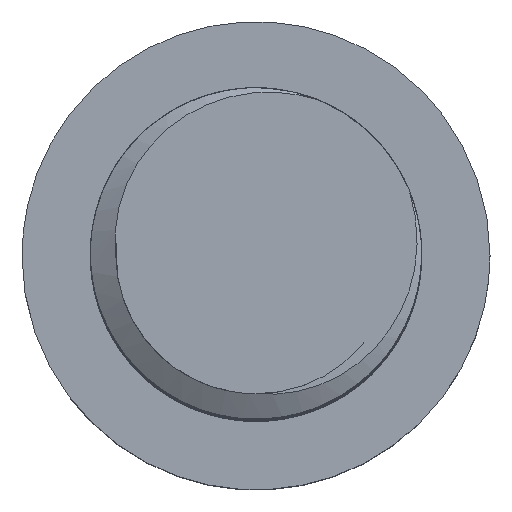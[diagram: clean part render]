
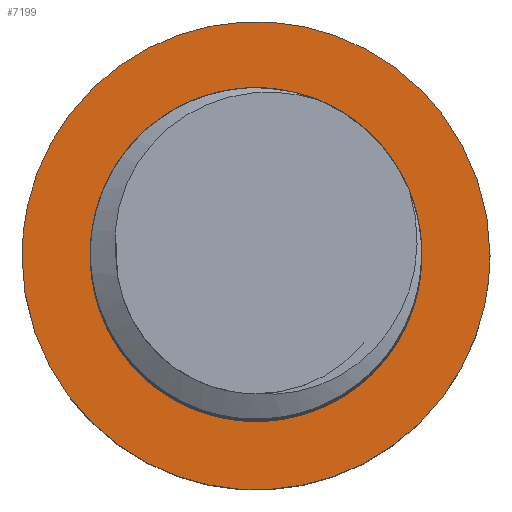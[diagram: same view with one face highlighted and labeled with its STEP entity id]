
A CAD part, top view. The second image highlights one B-rep face of the part: STEP entity #7199.
In plain terms, the highlighted free-form (B-spline) face has degree [1, 1] with [2, 2] control points.
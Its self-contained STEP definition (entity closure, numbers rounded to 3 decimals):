
#1669 = VERTEX_POINT('',#1670);
#1670 = CARTESIAN_POINT('',(-4.098,0.,6.83));
#2862 = VERTEX_POINT('',#2863);
#2863 = CARTESIAN_POINT('',(0.,-4.098,
    6.83));
#2872 = EDGE_CURVE('',#1669,#2862,#2873,.T.);
#2873 = ( BOUNDED_CURVE() B_SPLINE_CURVE(2,(#2874,#2875,#2876),
.UNSPECIFIED.,.F.,.F.) B_SPLINE_CURVE_WITH_KNOTS((3,3),(0.,
1.571),.PIECEWISE_BEZIER_KNOTS.) CURVE() 
GEOMETRIC_REPRESENTATION_ITEM() RATIONAL_B_SPLINE_CURVE((1.,
0.707,1.)) REPRESENTATION_ITEM('') );
#2874 = CARTESIAN_POINT('',(-4.098,0.,6.83));
#2875 = CARTESIAN_POINT('',(-4.098,-4.098,
    6.83));
#2876 = CARTESIAN_POINT('',(0.,-4.098,
    6.83));
#2888 = EDGE_CURVE('',#2889,#2891,#2893,.T.);
#2889 = VERTEX_POINT('',#2890);
#2890 = CARTESIAN_POINT('',(6.83,0.,
    6.83));
#2891 = VERTEX_POINT('',#2892);
#2892 = CARTESIAN_POINT('',(-6.83,0.,6.83));
#2893 = ( BOUNDED_CURVE() B_SPLINE_CURVE(2,(#2894,#2895,#2896,#2897,
#2898),.UNSPECIFIED.,.F.,.F.) B_SPLINE_CURVE_WITH_KNOTS((3,2,3),(0.,
1.571,3.142),.PIECEWISE_BEZIER_KNOTS.) CURVE() 
GEOMETRIC_REPRESENTATION_ITEM() RATIONAL_B_SPLINE_CURVE((1.,
0.707,1.,0.707,1.)) REPRESENTATION_ITEM('') );
#2894 = CARTESIAN_POINT('',(6.83,0.,6.83));
#2895 = CARTESIAN_POINT('',(6.83,6.83,6.83
    ));
#2896 = CARTESIAN_POINT('',(0.,6.83,
    6.83));
#2897 = CARTESIAN_POINT('',(-6.83,6.83,
    6.83));
#2898 = CARTESIAN_POINT('',(-6.83,0.,
    6.83));
#2939 = VERTEX_POINT('',#2940);
#2940 = CARTESIAN_POINT('',(1.851,4.469,6.83
    ));
#3440 = VERTEX_POINT('',#3441);
#3441 = CARTESIAN_POINT('',(4.469,1.851,6.83)
  );
#3927 = EDGE_CURVE('',#3440,#2939,#3928,.T.);
#3928 = B_SPLINE_CURVE_WITH_KNOTS('',3,(#3929,#3930,#3931,#3932,#3933,
    #3934),.UNSPECIFIED.,.F.,.F.,(4,2,4),(0.,0.001,
    0.003),.UNSPECIFIED.);
#3929 = CARTESIAN_POINT('',(4.469,1.851,6.83)
  );
#3930 = CARTESIAN_POINT('',(4.226,2.438,6.83
    ));
#3931 = CARTESIAN_POINT('',(3.871,2.97,6.83
    ));
#3932 = CARTESIAN_POINT('',(2.975,3.867,6.83
    ));
#3933 = CARTESIAN_POINT('',(2.438,4.226,6.83
    ));
#3934 = CARTESIAN_POINT('',(1.851,4.469,6.83
    ));
#4974 = EDGE_CURVE('',#2939,#1669,#4975,.T.);
#4975 = B_SPLINE_CURVE_WITH_KNOTS('',3,(#4976,#4977,#4978,#4979,#4980,
    #4981,#4982,#4983,#4984,#4985,#4986,#4987,#4988,#4989,#4990,#4991,
    #4992,#4993,#4994,#4995),.UNSPECIFIED.,.F.,.F.,(4,2,2,2,2,2,2,2,2,4)
  ,(0.,0.001,0.002,
    0.002,0.003,0.004,
    0.004,0.005,0.006,
    0.006),.UNSPECIFIED.);
#4976 = CARTESIAN_POINT('',(1.851,4.469,6.83
    ));
#4977 = CARTESIAN_POINT('',(1.499,4.583,6.83
    ));
#4978 = CARTESIAN_POINT('',(1.141,4.655,6.83
    ));
#4979 = CARTESIAN_POINT('',(0.413,4.717,6.83
    ));
#4980 = CARTESIAN_POINT('',(0.039,4.707,
    6.83));
#4981 = CARTESIAN_POINT('',(-0.682,4.6,
    6.83));
#4982 = CARTESIAN_POINT('',(-1.035,4.503,
    6.83));
#4983 = CARTESIAN_POINT('',(-1.719,4.223,
    6.83));
#4984 = CARTESIAN_POINT('',(-2.038,4.044,
    6.83));
#4985 = CARTESIAN_POINT('',(-2.628,3.611,
    6.83));
#4986 = CARTESIAN_POINT('',(-2.9,3.355,
    6.83));
#4987 = CARTESIAN_POINT('',(-3.25,2.935,6.83
    ));
#4988 = CARTESIAN_POINT('',(-3.358,2.787,6.83
    ));
#4989 = CARTESIAN_POINT('',(-3.555,2.477,
    6.83));
#4990 = CARTESIAN_POINT('',(-3.644,2.314,
    6.83));
#4991 = CARTESIAN_POINT('',(-3.876,1.814,
    6.83));
#4992 = CARTESIAN_POINT('',(-3.985,1.466,
    6.83));
#4993 = CARTESIAN_POINT('',(-4.114,0.739,
    6.83));
#4994 = CARTESIAN_POINT('',(-4.13,0.369,
    6.83));
#4995 = CARTESIAN_POINT('',(-4.098,0.,6.83));
#6148 = EDGE_CURVE('',#2862,#3440,#6149,.T.);
#6149 = B_SPLINE_CURVE_WITH_KNOTS('',3,(#6150,#6151,#6152,#6153,#6154,
    #6155,#6156,#6157,#6158,#6159,#6160,#6161,#6162,#6163,#6164,#6165,
    #6166,#6167,#6168,#6169,#6170,#6171),.UNSPECIFIED.,.F.,.F.,(4,2,2,2,
    2,2,2,2,2,2,4),(0.,0.001,
    0.001,0.002,0.002,
    0.003,0.004,0.004,
    0.005,0.006,0.006),
  .UNSPECIFIED.);
#6150 = CARTESIAN_POINT('',(0.,-4.098,
    6.83));
#6151 = CARTESIAN_POINT('',(0.369,-4.13,6.83
    ));
#6152 = CARTESIAN_POINT('',(0.734,-4.114,
    6.83));
#6153 = CARTESIAN_POINT('',(1.276,-4.019,
    6.83));
#6154 = CARTESIAN_POINT('',(1.457,-3.975,
    6.83));
#6155 = CARTESIAN_POINT('',(1.807,-3.866,
    6.83));
#6156 = CARTESIAN_POINT('',(1.978,-3.8,
    6.83));
#6157 = CARTESIAN_POINT('',(2.475,-3.57,
    6.83));
#6158 = CARTESIAN_POINT('',(2.791,-3.37,
    6.83));
#6159 = CARTESIAN_POINT('',(3.354,-2.902,
    6.83));
#6160 = CARTESIAN_POINT('',(3.607,-2.633,6.83
    ));
#6161 = CARTESIAN_POINT('',(4.043,-2.039,
    6.83));
#6162 = CARTESIAN_POINT('',(4.222,-1.721,6.83
    ));
#6163 = CARTESIAN_POINT('',(4.431,-1.211,
    6.83));
#6164 = CARTESIAN_POINT('',(4.491,-1.035,
    6.83));
#6165 = CARTESIAN_POINT('',(4.589,-0.682,
    6.83));
#6166 = CARTESIAN_POINT('',(4.627,-0.503,
    6.83));
#6167 = CARTESIAN_POINT('',(4.707,0.038,
    6.83));
#6168 = CARTESIAN_POINT('',(4.717,0.411,6.83
    ));
#6169 = CARTESIAN_POINT('',(4.655,1.141,6.83)
  );
#6170 = CARTESIAN_POINT('',(4.583,1.499,6.83
    ));
#6171 = CARTESIAN_POINT('',(4.469,1.851,6.83)
  );
#7172 = EDGE_CURVE('',#2891,#2889,#7173,.T.);
#7173 = ( BOUNDED_CURVE() B_SPLINE_CURVE(2,(#7174,#7175,#7176,#7177,
#7178),.UNSPECIFIED.,.F.,.F.) B_SPLINE_CURVE_WITH_KNOTS((3,2,3),(
    3.142,4.712,6.283),
.PIECEWISE_BEZIER_KNOTS.) CURVE() GEOMETRIC_REPRESENTATION_ITEM() 
RATIONAL_B_SPLINE_CURVE((1.,0.707,1.,0.707,1.)) 
REPRESENTATION_ITEM('') );
#7174 = CARTESIAN_POINT('',(-6.83,0.,
    6.83));
#7175 = CARTESIAN_POINT('',(-6.83,-6.83,
    6.83));
#7176 = CARTESIAN_POINT('',(0.,-6.83,
    6.83));
#7177 = CARTESIAN_POINT('',(6.83,-6.83,
    6.83));
#7178 = CARTESIAN_POINT('',(6.83,0.,
    6.83));
#7199 = ADVANCED_FACE('',(#7200,#7206),#7210,.T.);
#7200 = FACE_BOUND('',#7201,.T.);
#7201 = EDGE_LOOP('',(#7202,#7203,#7204,#7205));
#7202 = ORIENTED_EDGE('',*,*,#4974,.F.);
#7203 = ORIENTED_EDGE('',*,*,#3927,.F.);
#7204 = ORIENTED_EDGE('',*,*,#6148,.F.);
#7205 = ORIENTED_EDGE('',*,*,#2872,.F.);
#7206 = FACE_BOUND('',#7207,.T.);
#7207 = EDGE_LOOP('',(#7208,#7209));
#7208 = ORIENTED_EDGE('',*,*,#7172,.T.);
#7209 = ORIENTED_EDGE('',*,*,#2888,.T.);
#7210 = B_SPLINE_SURFACE_WITH_KNOTS('',1,1,(
    (#7211,#7212)
    ,(#7213,#7214
    )),.UNSPECIFIED.,.F.,.F.,.F.,(2,2),(2,2),(-5.,5.),(-5.,5.),
  .PIECEWISE_BEZIER_KNOTS.);
#7211 = CARTESIAN_POINT('',(-6.83,-6.83,
    6.83));
#7212 = CARTESIAN_POINT('',(-6.83,6.83,
    6.83));
#7213 = CARTESIAN_POINT('',(6.83,-6.83,
    6.83));
#7214 = CARTESIAN_POINT('',(6.83,6.83,6.83
    ));
